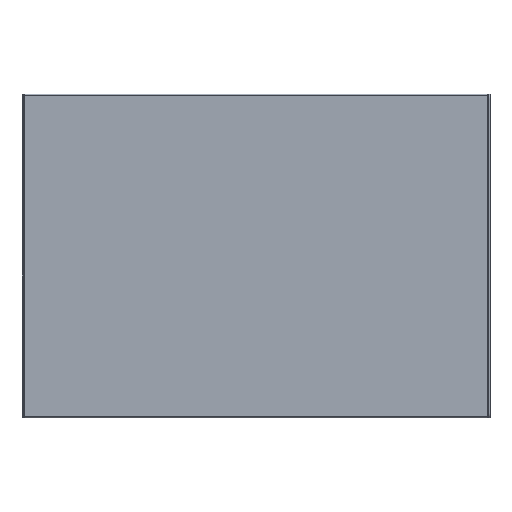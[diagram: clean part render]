
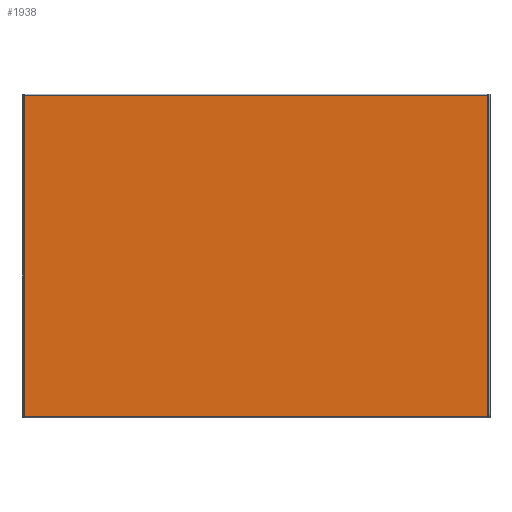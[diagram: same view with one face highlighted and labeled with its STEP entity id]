
A CAD part, top view. The second image highlights one B-rep face of the part: STEP entity #1938.
In plain terms, the highlighted planar face has unit normal (0, 0, 1).
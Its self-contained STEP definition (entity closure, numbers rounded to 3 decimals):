
#22 = EDGE_CURVE ( 'NONE', #1771, #1396, #952, .T. ) ;
#43 = ORIENTED_EDGE ( 'NONE', *, *, #2566, .F. ) ;
#126 = EDGE_CURVE ( 'NONE', #491, #2486, #487, .T. ) ;
#179 = LINE ( 'NONE', #2607, #2092 ) ;
#287 = EDGE_LOOP ( 'NONE', ( #701, #2772, #2598, #43 ) ) ;
#487 = LINE ( 'NONE', #2737, #3067 ) ;
#491 = VERTEX_POINT ( 'NONE', #777 ) ;
#664 = LINE ( 'NONE', #2563, #945 ) ;
#701 = ORIENTED_EDGE ( 'NONE', *, *, #22, .T. ) ;
#777 = CARTESIAN_POINT ( 'NONE',  ( -250.5, 173.939, 0. ) ) ;
#945 = VECTOR ( 'NONE', #1553, 1000. ) ;
#952 = LINE ( 'NONE', #3215, #1227 ) ;
#1227 = VECTOR ( 'NONE', #1702, 1000. ) ;
#1370 = DIRECTION ( 'NONE',  ( 0., 1., 0. ) ) ;
#1396 = VERTEX_POINT ( 'NONE', #1882 ) ;
#1484 = DIRECTION ( 'NONE',  ( 1., 0., 0. ) ) ;
#1520 = CARTESIAN_POINT ( 'NONE',  ( 250.5, 173.939, 0. ) ) ;
#1553 = DIRECTION ( 'NONE',  ( 0., -1., 0. ) ) ;
#1702 = DIRECTION ( 'NONE',  ( 1., 0., 0. ) ) ;
#1771 = VERTEX_POINT ( 'NONE', #1995 ) ;
#1882 = CARTESIAN_POINT ( 'NONE',  ( 250.5, -173.939, 0. ) ) ;
#1938 = ADVANCED_FACE ( 'NONE', ( #2959 ), #3094, .T. ) ;
#1995 = CARTESIAN_POINT ( 'NONE',  ( -250.5, -173.939, 0. ) ) ;
#2092 = VECTOR ( 'NONE', #1370, 1000. ) ;
#2144 = CARTESIAN_POINT ( 'NONE',  ( 0., 0., 0. ) ) ;
#2374 = DIRECTION ( 'NONE',  ( 0., 0., 1. ) ) ;
#2486 = VERTEX_POINT ( 'NONE', #1520 ) ;
#2535 = AXIS2_PLACEMENT_3D ( 'NONE', #2144, #2374, #2853 ) ;
#2563 = CARTESIAN_POINT ( 'NONE',  ( 250.5, 175., 0. ) ) ;
#2566 = EDGE_CURVE ( 'NONE', #1771, #491, #179, .T. ) ;
#2598 = ORIENTED_EDGE ( 'NONE', *, *, #126, .F. ) ;
#2607 = CARTESIAN_POINT ( 'NONE',  ( -250.5, -175., 0. ) ) ;
#2700 = EDGE_CURVE ( 'NONE', #2486, #1396, #664, .T. ) ;
#2737 = CARTESIAN_POINT ( 'NONE',  ( -254.405, 173.939, 0. ) ) ;
#2772 = ORIENTED_EDGE ( 'NONE', *, *, #2700, .F. ) ;
#2853 = DIRECTION ( 'NONE',  ( 1., 0., 0. ) ) ;
#2959 = FACE_OUTER_BOUND ( 'NONE', #287, .T. ) ;
#3067 = VECTOR ( 'NONE', #1484, 1000. ) ;
#3094 = PLANE ( 'NONE',  #2535 ) ;
#3215 = CARTESIAN_POINT ( 'NONE',  ( -254.405, -173.939, 0. ) ) ;
